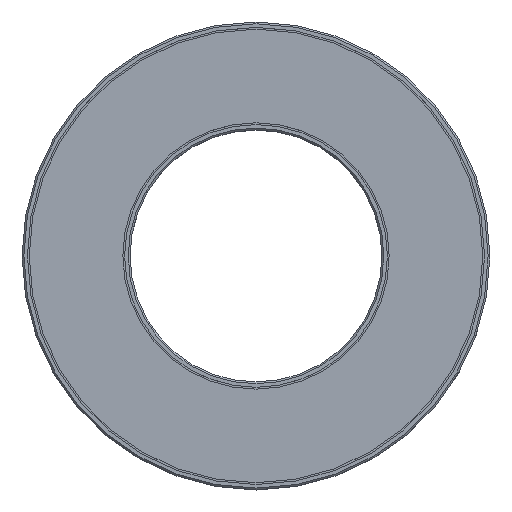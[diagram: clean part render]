
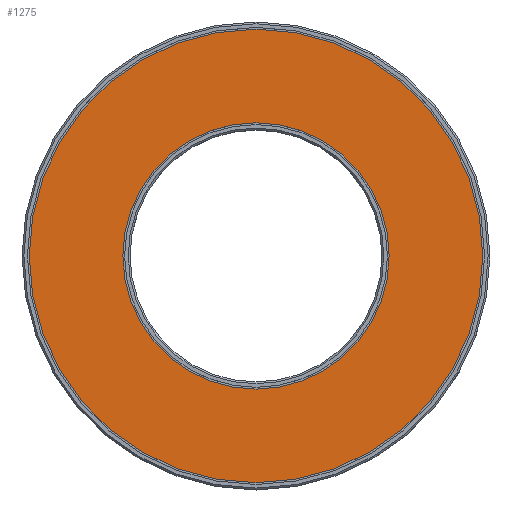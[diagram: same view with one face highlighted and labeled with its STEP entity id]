
A CAD part, top view. The second image highlights one B-rep face of the part: STEP entity #1275.
In plain terms, the highlighted planar face has unit normal (0, 0, 1).
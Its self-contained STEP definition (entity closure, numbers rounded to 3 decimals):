
#281=FACE_BOUND('',#486,.T.);
#363=FACE_OUTER_BOUND('',#485,.T.);
#485=EDGE_LOOP('',(#1170));
#486=EDGE_LOOP('',(#1171));
#604=CIRCLE('',#1471,63.);
#605=CIRCLE('',#1472,37.);
#717=VERTEX_POINT('',#2252);
#718=VERTEX_POINT('',#2254);
#870=EDGE_CURVE('',#717,#717,#604,.T.);
#871=EDGE_CURVE('',#718,#718,#605,.T.);
#1170=ORIENTED_EDGE('',*,*,#870,.F.);
#1171=ORIENTED_EDGE('',*,*,#871,.T.);
#1195=PLANE('',#1470);
#1275=ADVANCED_FACE('',(#363,#281),#1195,.T.);
#1470=AXIS2_PLACEMENT_3D('',#2251,#1896,#1897);
#1471=AXIS2_PLACEMENT_3D('',#2253,#1898,#1899);
#1472=AXIS2_PLACEMENT_3D('',#2255,#1900,#1901);
#1896=DIRECTION('center_axis',(0.,0.,1.));
#1897=DIRECTION('ref_axis',(1.,0.,0.));
#1898=DIRECTION('center_axis',(0.,0.,
-1.));
#1899=DIRECTION('ref_axis',(0.814,0.581,0.));
#1900=DIRECTION('center_axis',(0.,0.,
-1.));
#1901=DIRECTION('ref_axis',(0.814,0.581,0.));
#2251=CARTESIAN_POINT('Origin',(0.,-63.,19.5));
#2252=CARTESIAN_POINT('',(63.,0.,19.5));
#2253=CARTESIAN_POINT('Origin',(0.,0.,
19.5));
#2254=CARTESIAN_POINT('',(37.,0.,19.5));
#2255=CARTESIAN_POINT('Origin',(0.,0.,19.5));
